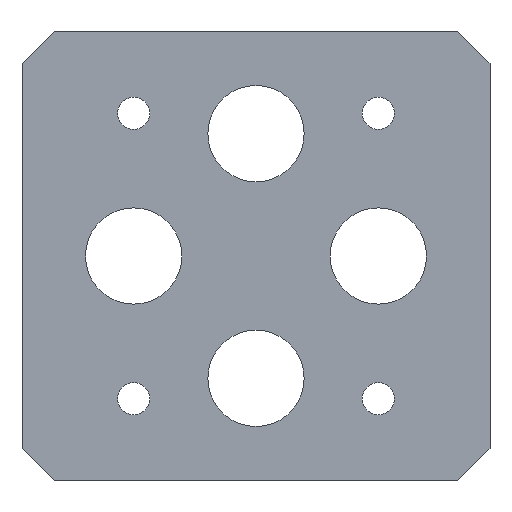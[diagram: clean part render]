
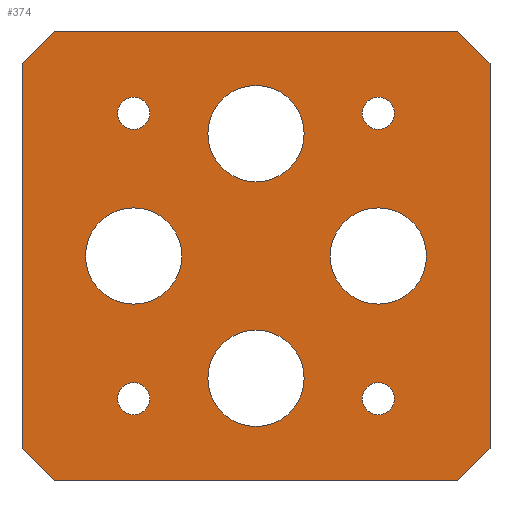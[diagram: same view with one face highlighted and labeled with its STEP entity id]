
A CAD part, front view. The second image highlights one B-rep face of the part: STEP entity #374.
In plain terms, the highlighted planar face has unit normal (0, -1, 0).
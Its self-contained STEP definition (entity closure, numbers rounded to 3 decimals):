
#23=FACE_BOUND('',#85,.T.);
#24=FACE_BOUND('',#86,.T.);
#25=FACE_BOUND('',#87,.T.);
#26=FACE_BOUND('',#88,.T.);
#27=FACE_BOUND('',#89,.T.);
#28=FACE_BOUND('',#90,.T.);
#29=FACE_BOUND('',#91,.T.);
#30=FACE_BOUND('',#92,.T.);
#40=PLANE('',#422);
#58=FACE_OUTER_BOUND('',#84,.T.);
#84=EDGE_LOOP('',(#333,#334,#335,#336,#337,#338,#339,#340));
#85=EDGE_LOOP('',(#341));
#86=EDGE_LOOP('',(#342));
#87=EDGE_LOOP('',(#343));
#88=EDGE_LOOP('',(#344));
#89=EDGE_LOOP('',(#345));
#90=EDGE_LOOP('',(#346));
#91=EDGE_LOOP('',(#347));
#92=EDGE_LOOP('',(#348));
#101=LINE('',#577,#133);
#105=LINE('',#585,#137);
#108=LINE('',#591,#140);
#111=LINE('',#597,#143);
#114=LINE('',#603,#146);
#117=LINE('',#609,#149);
#120=LINE('',#615,#152);
#123=LINE('',#620,#155);
#133=VECTOR('',#483,10.);
#137=VECTOR('',#489,10.);
#140=VECTOR('',#494,10.);
#143=VECTOR('',#499,10.);
#146=VECTOR('',#504,10.);
#149=VECTOR('',#509,10.);
#152=VECTOR('',#514,10.);
#155=VECTOR('',#519,10.);
#158=CIRCLE('',#391,1.);
#160=CIRCLE('',#394,1.);
#162=CIRCLE('',#397,3.);
#164=CIRCLE('',#400,1.);
#166=CIRCLE('',#403,1.);
#168=CIRCLE('',#406,3.);
#170=CIRCLE('',#409,3.);
#172=CIRCLE('',#412,3.);
#174=VERTEX_POINT('',#529);
#176=VERTEX_POINT('',#535);
#178=VERTEX_POINT('',#541);
#180=VERTEX_POINT('',#547);
#182=VERTEX_POINT('',#553);
#184=VERTEX_POINT('',#559);
#186=VERTEX_POINT('',#565);
#188=VERTEX_POINT('',#571);
#189=VERTEX_POINT('',#575);
#190=VERTEX_POINT('',#576);
#193=VERTEX_POINT('',#584);
#195=VERTEX_POINT('',#590);
#197=VERTEX_POINT('',#596);
#199=VERTEX_POINT('',#602);
#201=VERTEX_POINT('',#608);
#203=VERTEX_POINT('',#614);
#207=EDGE_CURVE('',#174,#174,#158,.T.);
#210=EDGE_CURVE('',#176,#176,#160,.T.);
#213=EDGE_CURVE('',#178,#178,#162,.T.);
#216=EDGE_CURVE('',#180,#180,#164,.T.);
#219=EDGE_CURVE('',#182,#182,#166,.T.);
#222=EDGE_CURVE('',#184,#184,#168,.T.);
#225=EDGE_CURVE('',#186,#186,#170,.T.);
#228=EDGE_CURVE('',#188,#188,#172,.T.);
#229=EDGE_CURVE('',#189,#190,#101,.T.);
#233=EDGE_CURVE('',#193,#189,#105,.T.);
#236=EDGE_CURVE('',#195,#193,#108,.T.);
#239=EDGE_CURVE('',#197,#195,#111,.T.);
#242=EDGE_CURVE('',#199,#197,#114,.T.);
#245=EDGE_CURVE('',#201,#199,#117,.T.);
#248=EDGE_CURVE('',#203,#201,#120,.T.);
#251=EDGE_CURVE('',#190,#203,#123,.T.);
#333=ORIENTED_EDGE('',*,*,#251,.F.);
#334=ORIENTED_EDGE('',*,*,#229,.F.);
#335=ORIENTED_EDGE('',*,*,#233,.F.);
#336=ORIENTED_EDGE('',*,*,#236,.F.);
#337=ORIENTED_EDGE('',*,*,#239,.F.);
#338=ORIENTED_EDGE('',*,*,#242,.F.);
#339=ORIENTED_EDGE('',*,*,#245,.F.);
#340=ORIENTED_EDGE('',*,*,#248,.F.);
#341=ORIENTED_EDGE('',*,*,#228,.F.);
#342=ORIENTED_EDGE('',*,*,#225,.F.);
#343=ORIENTED_EDGE('',*,*,#222,.F.);
#344=ORIENTED_EDGE('',*,*,#219,.F.);
#345=ORIENTED_EDGE('',*,*,#216,.F.);
#346=ORIENTED_EDGE('',*,*,#213,.F.);
#347=ORIENTED_EDGE('',*,*,#210,.F.);
#348=ORIENTED_EDGE('',*,*,#207,.F.);
#374=ADVANCED_FACE('',(#58,#23,#24,#25,#26,#27,#28,#29,#30),#40,.F.);
#391=AXIS2_PLACEMENT_3D('',#531,#430,#431);
#394=AXIS2_PLACEMENT_3D('',#537,#437,#438);
#397=AXIS2_PLACEMENT_3D('',#543,#444,#445);
#400=AXIS2_PLACEMENT_3D('',#549,#451,#452);
#403=AXIS2_PLACEMENT_3D('',#555,#458,#459);
#406=AXIS2_PLACEMENT_3D('',#561,#465,#466);
#409=AXIS2_PLACEMENT_3D('',#567,#472,#473);
#412=AXIS2_PLACEMENT_3D('',#573,#479,#480);
#422=AXIS2_PLACEMENT_3D('',#623,#523,#524);
#430=DIRECTION('center_axis',(0.,-1.,0.));
#431=DIRECTION('ref_axis',(1.,0.,0.));
#437=DIRECTION('center_axis',(0.,-1.,0.));
#438=DIRECTION('ref_axis',(1.,0.,0.));
#444=DIRECTION('center_axis',(0.,-1.,0.));
#445=DIRECTION('ref_axis',(1.,0.,0.));
#451=DIRECTION('center_axis',(0.,-1.,0.));
#452=DIRECTION('ref_axis',(1.,0.,0.));
#458=DIRECTION('center_axis',(0.,-1.,0.));
#459=DIRECTION('ref_axis',(1.,0.,0.));
#465=DIRECTION('center_axis',(0.,-1.,0.));
#466=DIRECTION('ref_axis',(1.,0.,0.));
#472=DIRECTION('center_axis',(0.,-1.,0.));
#473=DIRECTION('ref_axis',(1.,0.,0.));
#479=DIRECTION('center_axis',(0.,-1.,0.));
#480=DIRECTION('ref_axis',(1.,0.,0.));
#483=DIRECTION('',(0.707,0.,-0.707));
#489=DIRECTION('',(1.,0.,0.));
#494=DIRECTION('',(0.707,0.,0.707));
#499=DIRECTION('',(0.,0.,1.));
#504=DIRECTION('',(-0.707,0.,0.707));
#509=DIRECTION('',(-1.,0.,0.));
#514=DIRECTION('',(-0.707,0.,-0.707));
#519=DIRECTION('',(0.,0.,-1.));
#523=DIRECTION('center_axis',(0.,1.,0.));
#524=DIRECTION('ref_axis',(1.,0.,0.));
#529=CARTESIAN_POINT('',(170.485,0.,26.11));
#531=CARTESIAN_POINT('Origin',(171.485,0.,26.11));
#535=CARTESIAN_POINT('',(170.485,0.,43.89));
#537=CARTESIAN_POINT('Origin',(171.485,0.,43.89));
#541=CARTESIAN_POINT('',(168.485,0.,35.));
#543=CARTESIAN_POINT('Origin',(171.485,0.,35.));
#547=CARTESIAN_POINT('',(155.245,0.,43.89));
#549=CARTESIAN_POINT('Origin',(156.245,0.,43.89));
#553=CARTESIAN_POINT('',(155.245,0.,26.11));
#555=CARTESIAN_POINT('Origin',(156.245,0.,26.11));
#559=CARTESIAN_POINT('',(160.865,0.,42.62));
#561=CARTESIAN_POINT('Origin',(163.865,0.,42.62));
#565=CARTESIAN_POINT('',(160.865,0.,27.38));
#567=CARTESIAN_POINT('Origin',(163.865,0.,27.38));
#571=CARTESIAN_POINT('',(153.245,0.,35.));
#573=CARTESIAN_POINT('Origin',(156.245,0.,35.));
#575=CARTESIAN_POINT('',(176.442,0.,49.));
#576=CARTESIAN_POINT('',(178.442,0.,47.));
#577=CARTESIAN_POINT('',(176.442,0.,49.));
#584=CARTESIAN_POINT('',(151.287,0.,49.));
#585=CARTESIAN_POINT('',(151.287,0.,49.));
#590=CARTESIAN_POINT('',(149.287,0.,47.));
#591=CARTESIAN_POINT('',(149.287,0.,47.));
#596=CARTESIAN_POINT('',(149.287,0.,23.));
#597=CARTESIAN_POINT('',(149.287,0.,23.));
#602=CARTESIAN_POINT('',(151.287,0.,21.));
#603=CARTESIAN_POINT('',(151.287,0.,21.));
#608=CARTESIAN_POINT('',(176.442,0.,21.));
#609=CARTESIAN_POINT('',(176.442,0.,21.));
#614=CARTESIAN_POINT('',(178.442,0.,23.));
#615=CARTESIAN_POINT('',(178.442,0.,23.));
#620=CARTESIAN_POINT('',(178.442,0.,47.));
#623=CARTESIAN_POINT('Origin',(163.865,0.,35.));
